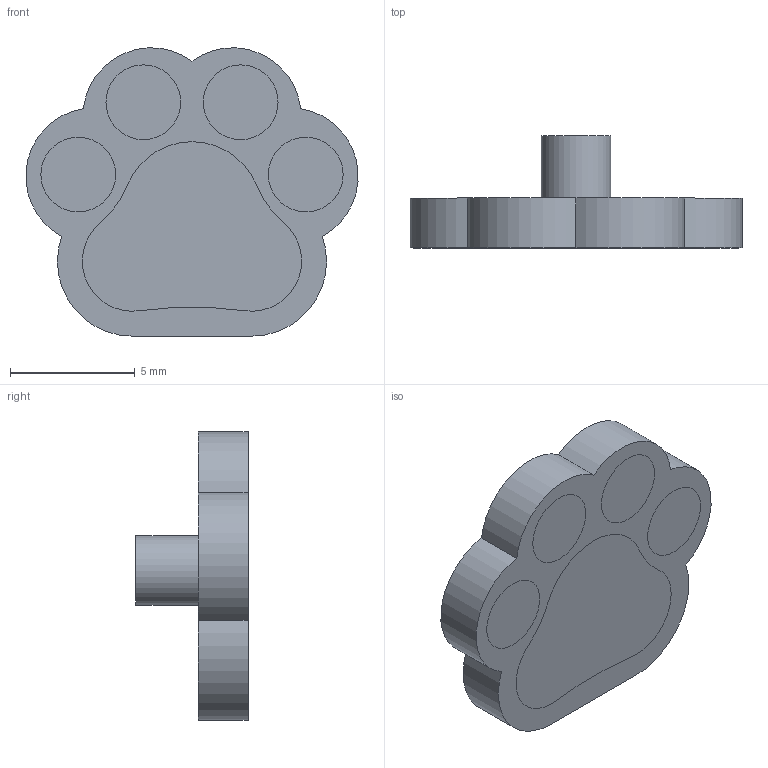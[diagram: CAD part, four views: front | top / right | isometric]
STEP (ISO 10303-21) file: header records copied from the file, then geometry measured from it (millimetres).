
FILE_DESCRIPTION(('FreeCAD Model'),'2;1');
FILE_NAME('Open CASCADE Shape Model','2023-12-02T01:01:13',(''),(''), 'Open CASCADE STEP processor 7.6','FreeCAD','Unknown');
FILE_SCHEMA(('AUTOMOTIVE_DESIGN { 1 0 10303 214 1 1 1 1 }'));
Length unit declared in the file: millimetre
Products named in the file (3): ButtonPaw; Button; Beans001
Assembly tree (2 placements, depth 2):
  ButtonPaw
    Button
    Beans001
Bounding box: 13.32 x 4.5 x 11.57 mm (x, y, z)
Volume: 255.7 mm3; surface area: 514.8 mm2
Topology: 6 solids, 6 shells, 46 faces, 84 edges, 56 vertices
Faces by surface type: cylinder 27, plane 19
Full cylindrical faces by diameter (mm): 2.8 x1, 3 x8
Entity records: 1257 total; most frequent: DIRECTION 236, CARTESIAN_POINT 189, ORIENTED_EDGE 168, AXIS2_PLACEMENT_3D 103, EDGE_CURVE 84, VERTEX_POINT 56, CIRCLE 54, FACE_BOUND 52
